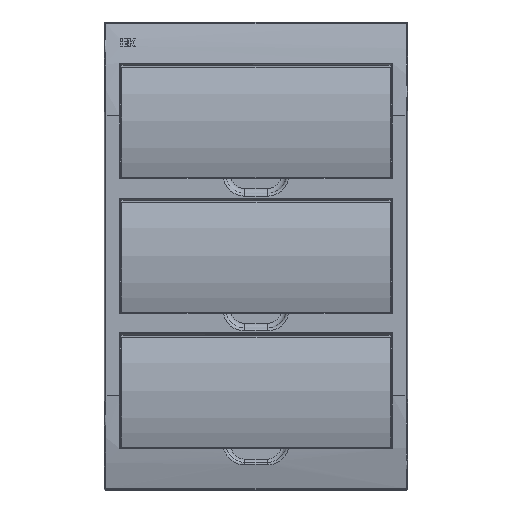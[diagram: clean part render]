
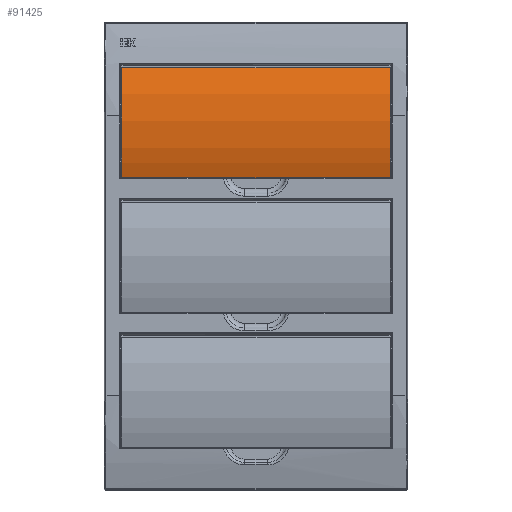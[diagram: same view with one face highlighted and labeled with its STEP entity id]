
A CAD part, top view. The second image highlights one B-rep face of the part: STEP entity #91425.
In plain terms, the highlighted cylindrical face has radius 164.613 mm (diameter 329.225 mm), a partial arc.
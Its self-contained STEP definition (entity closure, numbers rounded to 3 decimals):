
#1184 = CARTESIAN_POINT ( 'NONE',  ( -135.93, 79.087, 87.526 ) ) ;
#1263 = CARTESIAN_POINT ( 'NONE',  ( 135.93, 79.087, 87.526 ) ) ;
#13720 = DIRECTION ( 'NONE',  ( 0., -1., 0.003 ) ) ;
#14989 = VERTEX_POINT ( 'NONE', #88211 ) ;
#17767 = ORIENTED_EDGE ( 'NONE', *, *, #44407, .T. ) ;
#18628 = ORIENTED_EDGE ( 'NONE', *, *, #40376, .T. ) ;
#20227 = AXIS2_PLACEMENT_3D ( 'NONE', #36066, #21244, #13720 ) ;
#21244 = DIRECTION ( 'NONE',  ( -1., 0., 0. ) ) ;
#22678 = CARTESIAN_POINT ( 'NONE',  ( 135.695, 153.985, 100.743 ) ) ;
#23075 = VERTEX_POINT ( 'NONE', #23422 ) ;
#23422 = CARTESIAN_POINT ( 'NONE',  ( -135.92, 190.343, 87.784 ) ) ;
#26835 =( BOUNDED_CURVE ( )  B_SPLINE_CURVE ( 3, ( #74737, #22678, #37832, #89365 ),
 .UNSPECIFIED., .F., .F. ) 
 B_SPLINE_CURVE_WITH_KNOTS ( ( 4, 4 ),
 ( 5.944, 6.633 ),
 .UNSPECIFIED. ) 
 CURVE ( )  GEOMETRIC_REPRESENTATION_ITEM ( )  RATIONAL_B_SPLINE_CURVE ( ( 1., 0.961, 0.961, 1. ) ) 
 REPRESENTATION_ITEM ( '' )  );
#32195 = ORIENTED_EDGE ( 'NONE', *, *, #47697, .F. ) ;
#32441 = VECTOR ( 'NONE', #63497, 1000. ) ;
#34815 = LINE ( 'NONE', #56061, #32441 ) ;
#36066 = CARTESIAN_POINT ( 'NONE',  ( 136., 135.075, -67.273 ) ) ;
#37832 = CARTESIAN_POINT ( 'NONE',  ( 135.699, 115.386, 100.654 ) ) ;
#38695 = CARTESIAN_POINT ( 'NONE',  ( -135.92, 190.343, 87.784 ) ) ;
#40376 = EDGE_CURVE ( 'NONE', #23075, #14989, #75670, .T. ) ;
#41358 = CARTESIAN_POINT ( 'NONE',  ( 135.92, 190.343, 87.784 ) ) ;
#43579 = ORIENTED_EDGE ( 'NONE', *, *, #56488, .F. ) ;
#44407 = EDGE_CURVE ( 'NONE', #51120, #23075, #34815, .T. ) ;
#46174 = CARTESIAN_POINT ( 'NONE',  ( -135.699, 115.386, 100.654 ) ) ;
#46211 = VERTEX_POINT ( 'NONE', #1263 ) ;
#47697 = EDGE_CURVE ( 'NONE', #51120, #46211, #26835, .T. ) ;
#51120 = VERTEX_POINT ( 'NONE', #41358 ) ;
#51853 = CYLINDRICAL_SURFACE ( 'NONE', #20227, 164.613 ) ;
#54135 = FACE_OUTER_BOUND ( 'NONE', #91554, .T. ) ;
#54251 = CARTESIAN_POINT ( 'NONE',  ( 135.93, 79.087, 87.526 ) ) ;
#56061 = CARTESIAN_POINT ( 'NONE',  ( 136., 190.343, 87.784 ) ) ;
#56488 = EDGE_CURVE ( 'NONE', #46211, #14989, #82041, .T. ) ;
#62458 = VECTOR ( 'NONE', #76566, 1000. ) ;
#63497 = DIRECTION ( 'NONE',  ( -1., 0., 0. ) ) ;
#68143 = CARTESIAN_POINT ( 'NONE',  ( -135.695, 153.985, 100.743 ) ) ;
#74737 = CARTESIAN_POINT ( 'NONE',  ( 135.92, 190.343, 87.784 ) ) ;
#75670 =( BOUNDED_CURVE ( )  B_SPLINE_CURVE ( 3, ( #38695, #68143, #46174, #1184 ),
 .UNSPECIFIED., .F., .T. ) 
 B_SPLINE_CURVE_WITH_KNOTS ( ( 4, 4 ),
 ( 2.802, 3.491 ),
 .UNSPECIFIED. ) 
 CURVE ( )  GEOMETRIC_REPRESENTATION_ITEM ( )  RATIONAL_B_SPLINE_CURVE ( ( 1., 0.961, 0.961, 1. ) ) 
 REPRESENTATION_ITEM ( '' )  );
#76566 = DIRECTION ( 'NONE',  ( -1., 0., 0. ) ) ;
#82041 = LINE ( 'NONE', #54251, #62458 ) ;
#88211 = CARTESIAN_POINT ( 'NONE',  ( -135.93, 79.087, 87.526 ) ) ;
#89365 = CARTESIAN_POINT ( 'NONE',  ( 135.93, 79.087, 87.526 ) ) ;
#91425 = ADVANCED_FACE ( 'NONE', ( #54135 ), #51853, .T. ) ;
#91554 = EDGE_LOOP ( 'NONE', ( #18628, #43579, #32195, #17767 ) ) ;
